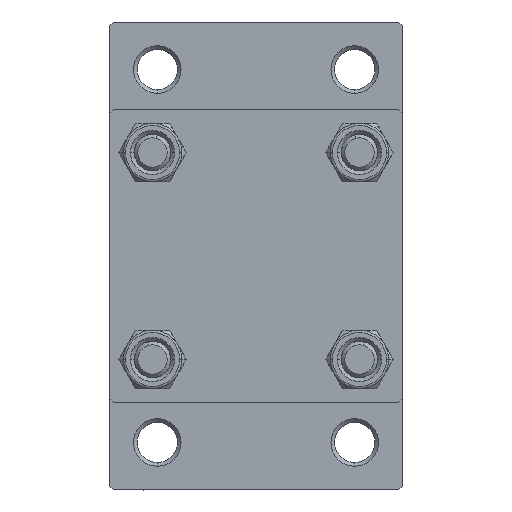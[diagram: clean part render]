
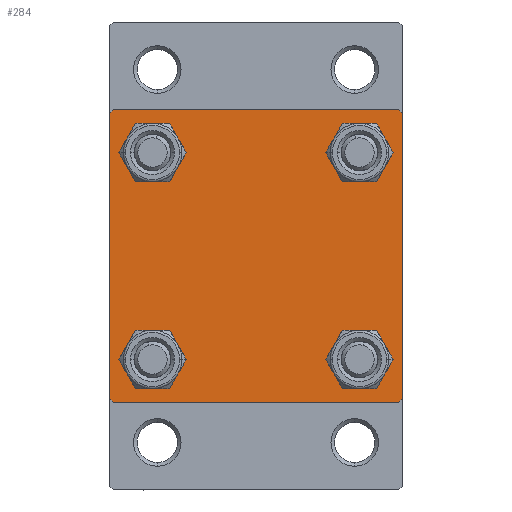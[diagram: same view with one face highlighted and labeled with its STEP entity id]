
A CAD part, left-side view. The second image highlights one B-rep face of the part: STEP entity #284.
In plain terms, the highlighted planar face has unit normal (-1, 0, 0).
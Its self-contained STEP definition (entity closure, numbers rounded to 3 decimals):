
#284 = ADVANCED_FACE ( 'NONE', ( #6070, #45816, #46288, #20350, #24152 ), #27262, .T. ) ;
#450 = EDGE_CURVE ( 'NONE', #17504, #13408, #45849, .T. ) ;
#814 = EDGE_CURVE ( 'NONE', #8491, #44200, #28595, .T. ) ;
#992 = AXIS2_PLACEMENT_3D ( 'NONE', #23445, #20115, #9867 ) ;
#1126 = DIRECTION ( 'NONE',  ( 1., 0., 0. ) ) ;
#1243 = EDGE_CURVE ( 'NONE', #24750, #12430, #28413, .T. ) ;
#1283 = VERTEX_POINT ( 'NONE', #33597 ) ;
#1563 = DIRECTION ( 'NONE',  ( 1., 0., 0. ) ) ;
#2680 = CARTESIAN_POINT ( 'NONE',  ( 0., 20., 20. ) ) ;
#2981 = VECTOR ( 'NONE', #6081, 1000. ) ;
#3448 = EDGE_CURVE ( 'NONE', #22763, #46015, #26068, .T. ) ;
#3882 = CARTESIAN_POINT ( 'NONE',  ( 0., 14.15, 11.15 ) ) ;
#4360 = VERTEX_POINT ( 'NONE', #3882 ) ;
#5161 = LINE ( 'NONE', #2680, #24087 ) ;
#5299 = VECTOR ( 'NONE', #14771, 1000. ) ;
#5519 = CARTESIAN_POINT ( 'NONE',  ( 0., -20., -19.5 ) ) ;
#6070 = FACE_BOUND ( 'NONE', #11463, .T. ) ;
#6081 = DIRECTION ( 'NONE',  ( 0., 0., -1. ) ) ;
#6730 = CARTESIAN_POINT ( 'NONE',  ( 0., -14.15, -14.15 ) ) ;
#6850 = VERTEX_POINT ( 'NONE', #45964 ) ;
#7384 = ORIENTED_EDGE ( 'NONE', *, *, #31548, .T. ) ;
#7416 = VECTOR ( 'NONE', #12966, 1000. ) ;
#7482 = LINE ( 'NONE', #21983, #45559 ) ;
#7578 = ORIENTED_EDGE ( 'NONE', *, *, #35388, .T. ) ;
#8044 = CARTESIAN_POINT ( 'NONE',  ( 0., -14.15, 17.15 ) ) ;
#8096 = EDGE_CURVE ( 'NONE', #46015, #22763, #36084, .T. ) ;
#8484 = DIRECTION ( 'NONE',  ( 0., 0., 1. ) ) ;
#8491 = VERTEX_POINT ( 'NONE', #27018 ) ;
#8867 = DIRECTION ( 'NONE',  ( 0., 0., 1. ) ) ;
#9097 = CARTESIAN_POINT ( 'NONE',  ( 0., 14.15, -14.15 ) ) ;
#9867 = DIRECTION ( 'NONE',  ( 0., 0., 1. ) ) ;
#10157 = DIRECTION ( 'NONE',  ( 0., 0., 1. ) ) ;
#10282 = CARTESIAN_POINT ( 'NONE',  ( 0., -14.15, 11.15 ) ) ;
#10341 = AXIS2_PLACEMENT_3D ( 'NONE', #15619, #1563, #8484 ) ;
#10370 = DIRECTION ( 'NONE',  ( 0., 0., 1. ) ) ;
#11087 = EDGE_LOOP ( 'NONE', ( #7578, #35069 ) ) ;
#11463 = EDGE_LOOP ( 'NONE', ( #29644, #33557 ) ) ;
#11626 = CARTESIAN_POINT ( 'NONE',  ( 0., 20., -19.5 ) ) ;
#12079 = DIRECTION ( 'NONE',  ( 0., 0., 1. ) ) ;
#12430 = VERTEX_POINT ( 'NONE', #10282 ) ;
#12535 = DIRECTION ( 'NONE',  ( 0., 0., 1. ) ) ;
#12966 = DIRECTION ( 'NONE',  ( 0., -1., 0. ) ) ;
#13157 = EDGE_CURVE ( 'NONE', #33290, #29384, #5161, .T. ) ;
#13408 = VERTEX_POINT ( 'NONE', #33360 ) ;
#13428 = CARTESIAN_POINT ( 'NONE',  ( 0., 20., 20. ) ) ;
#13437 = LINE ( 'NONE', #42250, #2981 ) ;
#13453 = CIRCLE ( 'NONE', #40056, 3. ) ;
#13620 = DIRECTION ( 'NONE',  ( 0., 0., -1. ) ) ;
#13800 = ORIENTED_EDGE ( 'NONE', *, *, #35740, .F. ) ;
#14188 = CARTESIAN_POINT ( 'NONE',  ( 0., -19.5, -20. ) ) ;
#14313 = CARTESIAN_POINT ( 'NONE',  ( 0., 19.75, 19.75 ) ) ;
#14771 = DIRECTION ( 'NONE',  ( 0., -0.707, -0.707 ) ) ;
#15429 = AXIS2_PLACEMENT_3D ( 'NONE', #9097, #27186, #8867 ) ;
#15619 = CARTESIAN_POINT ( 'NONE',  ( 0., -14.15, 14.15 ) ) ;
#16039 = CARTESIAN_POINT ( 'NONE',  ( 0., -19.75, 19.75 ) ) ;
#17282 = ORIENTED_EDGE ( 'NONE', *, *, #31516, .T. ) ;
#17404 = DIRECTION ( 'NONE',  ( 0., -1., 0. ) ) ;
#17460 = VERTEX_POINT ( 'NONE', #33746 ) ;
#17504 = VERTEX_POINT ( 'NONE', #27086 ) ;
#17913 = ORIENTED_EDGE ( 'NONE', *, *, #814, .T. ) ;
#18521 = VECTOR ( 'NONE', #17404, 1000. ) ;
#18686 = VERTEX_POINT ( 'NONE', #37512 ) ;
#18906 = VECTOR ( 'NONE', #37223, 1000. ) ;
#19105 = ORIENTED_EDGE ( 'NONE', *, *, #46169, .T. ) ;
#20115 = DIRECTION ( 'NONE',  ( -1., 0., 0. ) ) ;
#20350 = FACE_BOUND ( 'NONE', #11087, .T. ) ;
#20583 = LINE ( 'NONE', #13428, #7416 ) ;
#21048 = DIRECTION ( 'NONE',  ( 1., 0., 0. ) ) ;
#21704 = ORIENTED_EDGE ( 'NONE', *, *, #45598, .T. ) ;
#21983 = CARTESIAN_POINT ( 'NONE',  ( 0., -19.75, -19.75 ) ) ;
#22264 = ORIENTED_EDGE ( 'NONE', *, *, #38236, .T. ) ;
#22566 = CIRCLE ( 'NONE', #40820, 3. ) ;
#22763 = VERTEX_POINT ( 'NONE', #31844 ) ;
#23445 = CARTESIAN_POINT ( 'NONE',  ( 0., 0., 0. ) ) ;
#24087 = VECTOR ( 'NONE', #13620, 1000. ) ;
#24152 = FACE_OUTER_BOUND ( 'NONE', #39108, .T. ) ;
#24750 = VERTEX_POINT ( 'NONE', #8044 ) ;
#24782 = ORIENTED_EDGE ( 'NONE', *, *, #3448, .T. ) ;
#25040 = DIRECTION ( 'NONE',  ( 0., 0., 1. ) ) ;
#25489 = LINE ( 'NONE', #32388, #5299 ) ;
#26068 = CIRCLE ( 'NONE', #15429, 3. ) ;
#27018 = CARTESIAN_POINT ( 'NONE',  ( 0., 19.5, -20. ) ) ;
#27046 = ORIENTED_EDGE ( 'NONE', *, *, #450, .T. ) ;
#27086 = CARTESIAN_POINT ( 'NONE',  ( 0., -14.15, -17.15 ) ) ;
#27186 = DIRECTION ( 'NONE',  ( 1., 0., 0. ) ) ;
#27220 = LINE ( 'NONE', #16039, #18906 ) ;
#27262 = PLANE ( 'NONE',  #992 ) ;
#28250 = CARTESIAN_POINT ( 'NONE',  ( 0., 14.15, 14.15 ) ) ;
#28390 = EDGE_CURVE ( 'NONE', #12430, #24750, #30130, .T. ) ;
#28413 = CIRCLE ( 'NONE', #29910, 3. ) ;
#28579 = AXIS2_PLACEMENT_3D ( 'NONE', #6730, #39777, #25040 ) ;
#28595 = LINE ( 'NONE', #35502, #18521 ) ;
#28844 = DIRECTION ( 'NONE',  ( 0., 0.707, -0.707 ) ) ;
#29384 = VERTEX_POINT ( 'NONE', #11626 ) ;
#29644 = ORIENTED_EDGE ( 'NONE', *, *, #1243, .T. ) ;
#29910 = AXIS2_PLACEMENT_3D ( 'NONE', #34202, #45157, #12535 ) ;
#30130 = CIRCLE ( 'NONE', #10341, 3. ) ;
#31265 = EDGE_LOOP ( 'NONE', ( #17282, #27046 ) ) ;
#31462 = CARTESIAN_POINT ( 'NONE',  ( 0., 14.15, -11.15 ) ) ;
#31516 = EDGE_CURVE ( 'NONE', #13408, #17504, #37691, .T. ) ;
#31548 = EDGE_CURVE ( 'NONE', #1283, #33290, #46947, .T. ) ;
#31844 = CARTESIAN_POINT ( 'NONE',  ( 0., 14.15, -17.15 ) ) ;
#32388 = CARTESIAN_POINT ( 'NONE',  ( 0., 19.75, -19.75 ) ) ;
#33290 = VERTEX_POINT ( 'NONE', #35600 ) ;
#33360 = CARTESIAN_POINT ( 'NONE',  ( 0., -14.15, -11.15 ) ) ;
#33422 = EDGE_CURVE ( 'NONE', #4360, #6850, #22566, .T. ) ;
#33557 = ORIENTED_EDGE ( 'NONE', *, *, #28390, .T. ) ;
#33597 = CARTESIAN_POINT ( 'NONE',  ( 0., 19.5, 20. ) ) ;
#33682 = AXIS2_PLACEMENT_3D ( 'NONE', #35791, #21048, #46750 ) ;
#33746 = CARTESIAN_POINT ( 'NONE',  ( 0., -20., 19.5 ) ) ;
#33807 = AXIS2_PLACEMENT_3D ( 'NONE', #43497, #1126, #12079 ) ;
#34202 = CARTESIAN_POINT ( 'NONE',  ( 0., -14.15, 14.15 ) ) ;
#34445 = DIRECTION ( 'NONE',  ( 1., 0., 0. ) ) ;
#35069 = ORIENTED_EDGE ( 'NONE', *, *, #33422, .T. ) ;
#35388 = EDGE_CURVE ( 'NONE', #6850, #4360, #13453, .T. ) ;
#35502 = CARTESIAN_POINT ( 'NONE',  ( 0., 20., -20. ) ) ;
#35600 = CARTESIAN_POINT ( 'NONE',  ( 0., 20., 19.5 ) ) ;
#35740 = EDGE_CURVE ( 'NONE', #1283, #18686, #20583, .T. ) ;
#35791 = CARTESIAN_POINT ( 'NONE',  ( 0., -14.15, -14.15 ) ) ;
#36084 = CIRCLE ( 'NONE', #33807, 3. ) ;
#36503 = DIRECTION ( 'NONE',  ( 0., -0.707, 0.707 ) ) ;
#37223 = DIRECTION ( 'NONE',  ( 0., 0.707, 0.707 ) ) ;
#37512 = CARTESIAN_POINT ( 'NONE',  ( 0., -19.5, 20. ) ) ;
#37691 = CIRCLE ( 'NONE', #28579, 3. ) ;
#38236 = EDGE_CURVE ( 'NONE', #17460, #18686, #27220, .T. ) ;
#39108 = EDGE_LOOP ( 'NONE', ( #43934, #19105, #17913, #21704, #44798, #22264, #13800, #7384 ) ) ;
#39777 = DIRECTION ( 'NONE',  ( 1., 0., 0. ) ) ;
#40056 = AXIS2_PLACEMENT_3D ( 'NONE', #28250, #34445, #10157 ) ;
#40615 = VERTEX_POINT ( 'NONE', #5519 ) ;
#40820 = AXIS2_PLACEMENT_3D ( 'NONE', #46557, #42969, #10370 ) ;
#42250 = CARTESIAN_POINT ( 'NONE',  ( 0., -20., 20. ) ) ;
#42865 = EDGE_LOOP ( 'NONE', ( #45149, #24782 ) ) ;
#42969 = DIRECTION ( 'NONE',  ( 1., 0., 0. ) ) ;
#43497 = CARTESIAN_POINT ( 'NONE',  ( 0., 14.15, -14.15 ) ) ;
#43934 = ORIENTED_EDGE ( 'NONE', *, *, #13157, .T. ) ;
#44200 = VERTEX_POINT ( 'NONE', #14188 ) ;
#44568 = VECTOR ( 'NONE', #28844, 1000. ) ;
#44798 = ORIENTED_EDGE ( 'NONE', *, *, #45371, .F. ) ;
#45149 = ORIENTED_EDGE ( 'NONE', *, *, #8096, .T. ) ;
#45157 = DIRECTION ( 'NONE',  ( 1., 0., 0. ) ) ;
#45371 = EDGE_CURVE ( 'NONE', #17460, #40615, #13437, .T. ) ;
#45559 = VECTOR ( 'NONE', #36503, 1000. ) ;
#45598 = EDGE_CURVE ( 'NONE', #44200, #40615, #7482, .T. ) ;
#45816 = FACE_BOUND ( 'NONE', #31265, .T. ) ;
#45849 = CIRCLE ( 'NONE', #33682, 3. ) ;
#45964 = CARTESIAN_POINT ( 'NONE',  ( 0., 14.15, 17.15 ) ) ;
#46015 = VERTEX_POINT ( 'NONE', #31462 ) ;
#46169 = EDGE_CURVE ( 'NONE', #29384, #8491, #25489, .T. ) ;
#46288 = FACE_BOUND ( 'NONE', #42865, .T. ) ;
#46557 = CARTESIAN_POINT ( 'NONE',  ( 0., 14.15, 14.15 ) ) ;
#46750 = DIRECTION ( 'NONE',  ( 0., 0., 1. ) ) ;
#46947 = LINE ( 'NONE', #14313, #44568 ) ;
